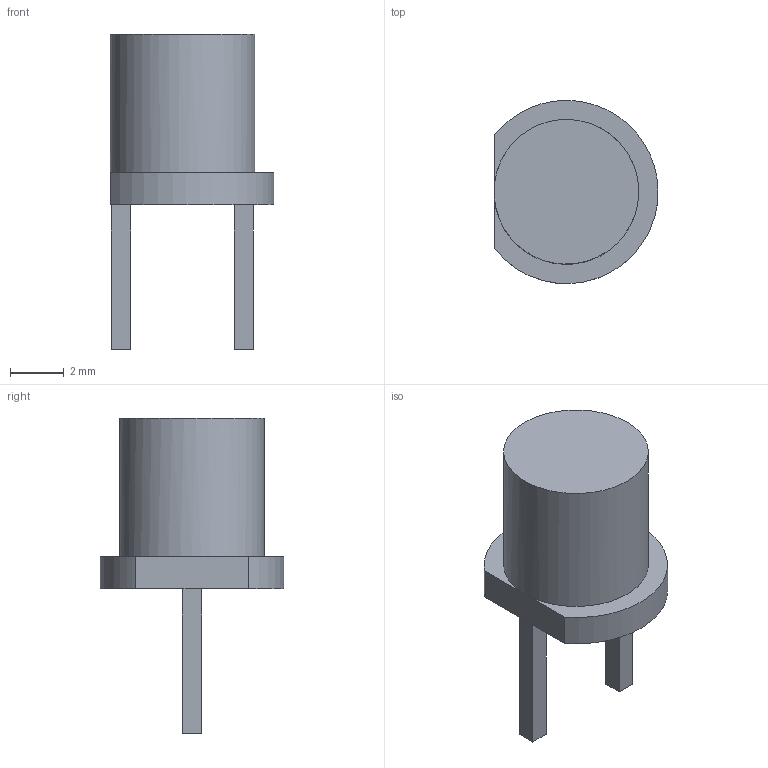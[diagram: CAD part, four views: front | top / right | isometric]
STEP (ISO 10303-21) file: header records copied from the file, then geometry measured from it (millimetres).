
FILE_DESCRIPTION(('FreeCAD Model'),'2;1');
FILE_NAME('x_led.step','2017-07-31T19:58:09',('kicad StepUp'),('ksu MCAD'), 'Open CASCADE STEP processor 6.8','FreeCAD','Unknown');
FILE_SCHEMA(('AUTOMOTIVE_DESIGN_CC2 { 1 2 10303 214 -1 1 5 4 }'));
Length unit declared in the file: millimetre
Products named in the file (2): ASSEMBLY; x_led
Assembly tree (1 placements, depth 2):
  ASSEMBLY
    x_led
Bounding box: 6.12 x 6.84 x 11.76 mm (x, y, z)
Volume: 166.4 mm3; surface area: 213.7 mm2
Topology: 1 solids, 1 shells, 16 faces, 35 edges, 23 vertices
Faces by surface type: bspline 16
Entity records: 576 total; most frequent: CARTESIAN_POINT 193, ORIENTED_EDGE 70, EDGE_CURVE 35, B_SPLINE_CURVE_WITH_KNOTS 30, VERTEX_POINT 24, FACE_BOUND 19, EDGE_LOOP 19, STYLED_ITEM 17
